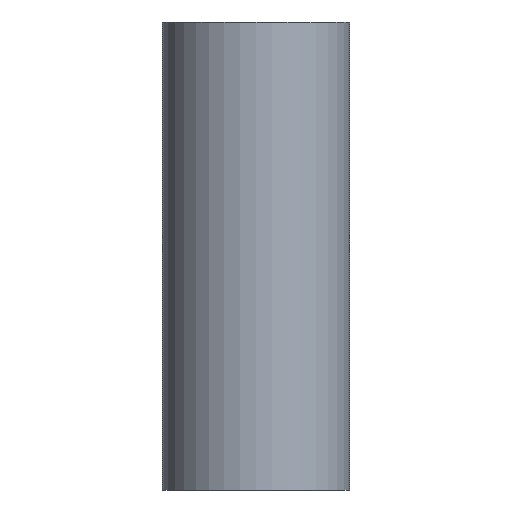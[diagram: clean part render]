
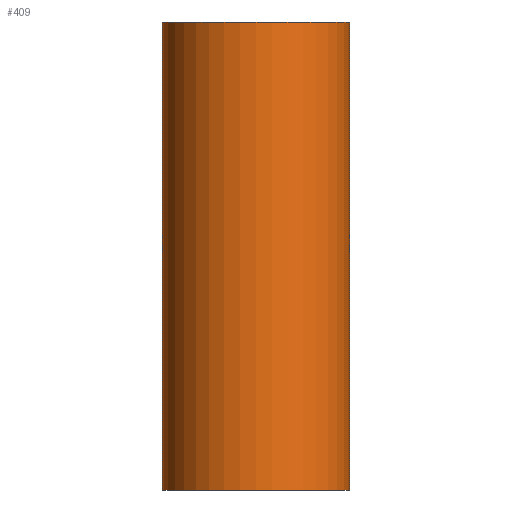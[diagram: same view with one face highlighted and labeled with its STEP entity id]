
A CAD part, front view. The second image highlights one B-rep face of the part: STEP entity #409.
In plain terms, the highlighted cylindrical face has radius 31.75 mm (diameter 63.5 mm), a partial arc.
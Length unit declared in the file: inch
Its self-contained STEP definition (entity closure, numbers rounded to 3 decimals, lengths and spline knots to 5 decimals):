
#97 = DIRECTION ( 'NONE',  ( 1., 0., 0. ) ) ;
#308 = CIRCLE ( 'NONE', #573, 1.25 ) ;
#315 = DIRECTION ( 'NONE',  ( 1., 0., 0. ) ) ;
#326 = CARTESIAN_POINT ( 'NONE',  ( -1.25, 0., -3.12598 ) ) ;
#409 = ADVANCED_FACE ( 'NONE', ( #471 ), #889, .T. ) ;
#410 = CARTESIAN_POINT ( 'NONE',  ( 0., 0., 3.12598 ) ) ;
#416 = CARTESIAN_POINT ( 'NONE',  ( 1.25, 0., 3.12598 ) ) ;
#471 = FACE_OUTER_BOUND ( 'NONE', #991, .T. ) ;
#519 = AXIS2_PLACEMENT_3D ( 'NONE', #1215, #1446, #315 ) ;
#524 = DIRECTION ( 'NONE',  ( 0., 0., 1. ) ) ;
#573 = AXIS2_PLACEMENT_3D ( 'NONE', #1228, #524, #97 ) ;
#601 = CIRCLE ( 'NONE', #519, 1.25 ) ;
#632 = LINE ( 'NONE', #1369, #1265 ) ;
#638 = ORIENTED_EDGE ( 'NONE', *, *, #1286, .F. ) ;
#654 = VERTEX_POINT ( 'NONE', #1419 ) ;
#666 = CARTESIAN_POINT ( 'NONE',  ( -1.25, 0., 3.12598 ) ) ;
#673 = ORIENTED_EDGE ( 'NONE', *, *, #1271, .T. ) ;
#889 = CYLINDRICAL_SURFACE ( 'NONE', #1415, 1.25 ) ;
#895 = DIRECTION ( 'NONE',  ( 0., 0., -1. ) ) ;
#991 = EDGE_LOOP ( 'NONE', ( #638, #1492, #1148, #673 ) ) ;
#1014 = DIRECTION ( 'NONE',  ( 0., 0., -1. ) ) ;
#1108 = CARTESIAN_POINT ( 'NONE',  ( 1.25, 0., 3.12598 ) ) ;
#1148 = ORIENTED_EDGE ( 'NONE', *, *, #1367, .T. ) ;
#1161 = VECTOR ( 'NONE', #895, 39.37008 ) ;
#1163 = EDGE_CURVE ( 'NONE', #1381, #1256, #601, .T. ) ;
#1215 = CARTESIAN_POINT ( 'NONE',  ( 0., 0., 3.12598 ) ) ;
#1228 = CARTESIAN_POINT ( 'NONE',  ( 0., 0., -3.12598 ) ) ;
#1248 = DIRECTION ( 'NONE',  ( -1., 0., 0. ) ) ;
#1256 = VERTEX_POINT ( 'NONE', #1108 ) ;
#1265 = VECTOR ( 'NONE', #1014, 39.37008 ) ;
#1271 = EDGE_CURVE ( 'NONE', #1408, #654, #308, .T. ) ;
#1272 = LINE ( 'NONE', #416, #1161 ) ;
#1286 = EDGE_CURVE ( 'NONE', #1256, #654, #1272, .T. ) ;
#1362 = DIRECTION ( 'NONE',  ( 0., 0., -1. ) ) ;
#1367 = EDGE_CURVE ( 'NONE', #1381, #1408, #632, .T. ) ;
#1369 = CARTESIAN_POINT ( 'NONE',  ( -1.25, 0., 3.12598 ) ) ;
#1381 = VERTEX_POINT ( 'NONE', #666 ) ;
#1408 = VERTEX_POINT ( 'NONE', #326 ) ;
#1415 = AXIS2_PLACEMENT_3D ( 'NONE', #410, #1362, #1248 ) ;
#1419 = CARTESIAN_POINT ( 'NONE',  ( 1.25, 0., -3.12598 ) ) ;
#1446 = DIRECTION ( 'NONE',  ( 0., 0., 1. ) ) ;
#1492 = ORIENTED_EDGE ( 'NONE', *, *, #1163, .F. ) ;
